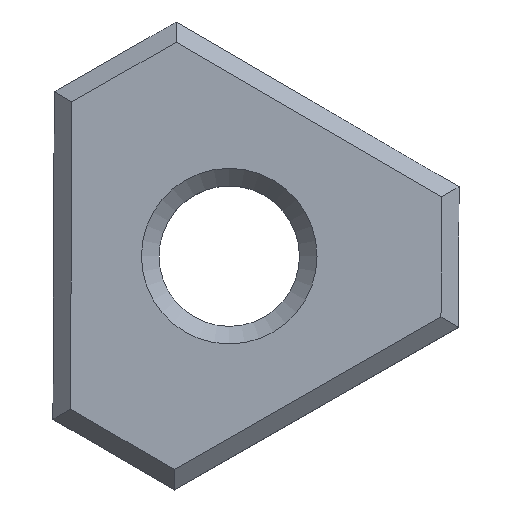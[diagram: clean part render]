
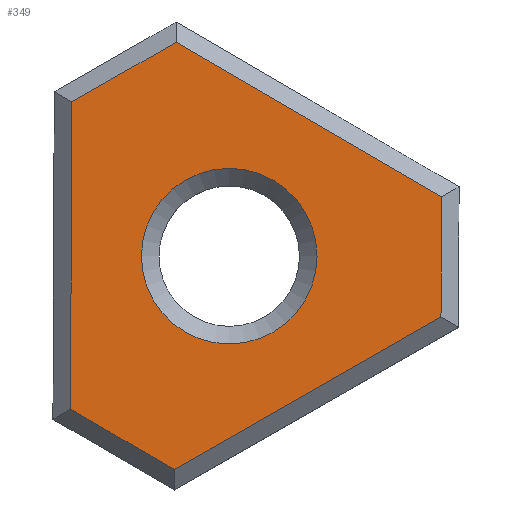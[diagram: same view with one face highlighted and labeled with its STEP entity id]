
A CAD part, top view. The second image highlights one B-rep face of the part: STEP entity #349.
In plain terms, the highlighted planar face has unit normal (0, 0, 1).
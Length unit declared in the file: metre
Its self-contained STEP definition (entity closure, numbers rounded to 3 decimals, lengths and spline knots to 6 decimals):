
#16=CIRCLE('',#388,0.0025);
#33=ORIENTED_EDGE('',*,*,#125,.T.);
#34=ORIENTED_EDGE('',*,*,#126,.T.);
#35=ORIENTED_EDGE('',*,*,#127,.T.);
#36=ORIENTED_EDGE('',*,*,#128,.T.);
#37=ORIENTED_EDGE('',*,*,#129,.T.);
#38=ORIENTED_EDGE('',*,*,#130,.T.);
#39=ORIENTED_EDGE('',*,*,#131,.T.);
#125=EDGE_CURVE('',#171,#172,#197,.T.);
#126=EDGE_CURVE('',#172,#173,#198,.T.);
#127=EDGE_CURVE('',#173,#174,#199,.T.);
#128=EDGE_CURVE('',#174,#175,#200,.T.);
#129=EDGE_CURVE('',#175,#176,#201,.T.);
#130=EDGE_CURVE('',#176,#171,#202,.T.);
#131=EDGE_CURVE('',#177,#177,#16,.F.);
#171=VERTEX_POINT('',#541);
#172=VERTEX_POINT('',#542);
#173=VERTEX_POINT('',#544);
#174=VERTEX_POINT('',#546);
#175=VERTEX_POINT('',#548);
#176=VERTEX_POINT('',#550);
#177=VERTEX_POINT('',#553);
#197=LINE('',#540,#239);
#198=LINE('',#543,#240);
#199=LINE('',#545,#241);
#200=LINE('',#547,#242);
#201=LINE('',#549,#243);
#202=LINE('',#551,#244);
#239=VECTOR('',#436,1.);
#240=VECTOR('',#437,1.);
#241=VECTOR('',#438,1.);
#242=VECTOR('',#439,1.);
#243=VECTOR('',#440,1.);
#244=VECTOR('',#441,1.);
#274=EDGE_LOOP('',(#33,#34,#35,#36,#37,#38));
#275=EDGE_LOOP('',(#39));
#302=FACE_BOUND('',#274,.T.);
#303=FACE_BOUND('',#275,.T.);
#328=PLANE('',#387);
#349=ADVANCED_FACE('',(#302,#303),#328,.T.);
#387=AXIS2_PLACEMENT_3D('',#539,#434,#435);
#388=AXIS2_PLACEMENT_3D('',#552,#442,#443);
#434=DIRECTION('',(0.,0.,1.));
#435=DIRECTION('',(1.,0.,0.));
#436=DIRECTION('',(0.004,1.,0.));
#437=DIRECTION('',(-0.864,0.503,0.));
#438=DIRECTION('',(-0.868,-0.497,0.));
#439=DIRECTION('',(-0.004,-1.,0.));
#440=DIRECTION('',(0.864,-0.503,0.));
#441=DIRECTION('',(0.868,0.497,0.));
#442=DIRECTION('',(0.,0.,1.));
#443=DIRECTION('',(1.,0.,0.));
#539=CARTESIAN_POINT('',(0.014665,0.00002,0.003));
#540=CARTESIAN_POINT('',(0.031367,-0.000047,0.003));
#541=CARTESIAN_POINT('',(0.03136,-0.001735,0.003));
#542=CARTESIAN_POINT('',(0.031374,0.001687,0.003));
#543=CARTESIAN_POINT('',(0.02357,0.006234,0.003));
#544=CARTESIAN_POINT('',(0.023819,0.006089,0.003));
#545=CARTESIAN_POINT('',(0.014307,0.000647,0.003));
#546=CARTESIAN_POINT('',(0.020849,0.00439,0.003));
#547=CARTESIAN_POINT('',(0.020812,-0.004642,0.003));
#548=CARTESIAN_POINT('',(0.020814,-0.004354,0.003));
#549=CARTESIAN_POINT('',(0.014321,-0.000571,0.003));
#550=CARTESIAN_POINT('',(0.023771,-0.006077,0.003));
#551=CARTESIAN_POINT('',(0.031611,-0.001592,0.003));
#552=CARTESIAN_POINT('',(0.025331,0.,0.003));
#553=CARTESIAN_POINT('',(0.027831,0.,0.003));
